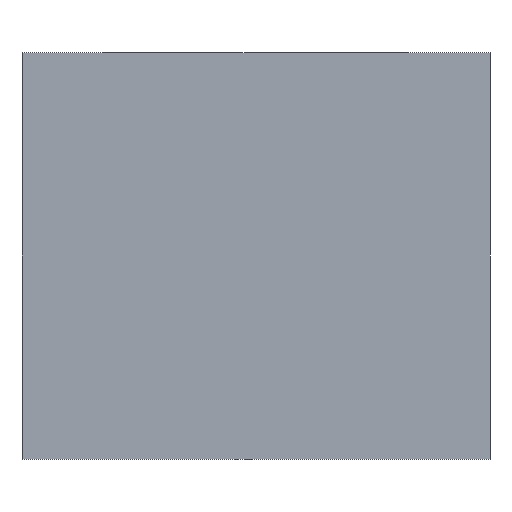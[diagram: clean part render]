
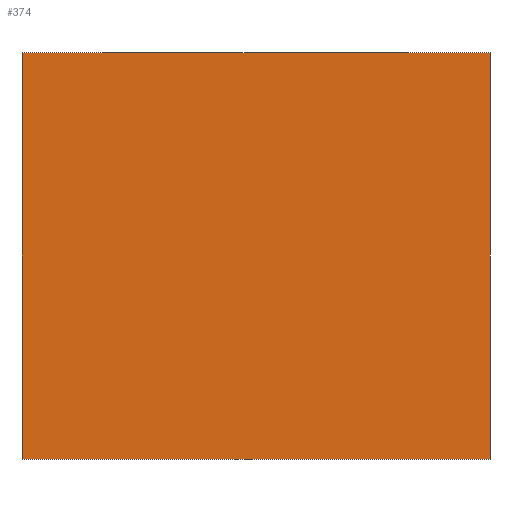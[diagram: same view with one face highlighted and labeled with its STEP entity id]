
A CAD part, front view. The second image highlights one B-rep face of the part: STEP entity #374.
In plain terms, the highlighted planar face has unit normal (0, -1, 0).
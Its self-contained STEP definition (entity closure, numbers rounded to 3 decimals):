
#42=CARTESIAN_POINT('Vertex',(6.35,-6.35,-6.35)) ;
#45=CARTESIAN_POINT('Line Origine',(-11.906,-6.35,-6.35)) ;
#49=CARTESIAN_POINT('Vertex',(-30.163,-6.35,-6.35)) ;
#132=CARTESIAN_POINT('Line Origine',(-11.906,-6.35,25.4)) ;
#136=CARTESIAN_POINT('Vertex',(-30.163,-6.35,25.4)) ;
#138=CARTESIAN_POINT('Vertex',(6.35,-6.35,25.4)) ;
#324=CARTESIAN_POINT('Line Origine',(-30.163,-6.35,9.525)) ;
#358=CARTESIAN_POINT('Axis2P3D Location',(-30.163,-6.35,0.)) ;
#363=CARTESIAN_POINT('Line Origine',(6.35,-6.35,9.525)) ;
#47=VECTOR('Line Direction',#46,1.) ;
#134=VECTOR('Line Direction',#133,1.) ;
#326=VECTOR('Line Direction',#325,1.) ;
#365=VECTOR('Line Direction',#364,1.) ;
#46=DIRECTION('Vector Direction',(-1.,0.,0.)) ;
#133=DIRECTION('Vector Direction',(1.,0.,0.)) ;
#325=DIRECTION('Vector Direction',(0.,0.,1.)) ;
#359=DIRECTION('Axis2P3D Direction',(0.,-1.,0.)) ;
#360=DIRECTION('Axis2P3D XDirection',(1.,0.,0.)) ;
#364=DIRECTION('Vector Direction',(0.,0.,1.)) ;
#361=AXIS2_PLACEMENT_3D('Plane Axis2P3D',#358,#359,#360) ;
#48=LINE('Line',#45,#47) ;
#135=LINE('Line',#132,#134) ;
#327=LINE('Line',#324,#326) ;
#366=LINE('Line',#363,#365) ;
#362=PLANE('',#361) ;
#51=EDGE_CURVE('',#43,#50,#48,.T.) ;
#140=EDGE_CURVE('',#137,#139,#135,.T.) ;
#328=EDGE_CURVE('',#50,#137,#327,.T.) ;
#367=EDGE_CURVE('',#43,#139,#366,.T.) ;
#369=ORIENTED_EDGE('',*,*,#367,.T.) ;
#370=ORIENTED_EDGE('',*,*,#140,.F.) ;
#371=ORIENTED_EDGE('',*,*,#328,.F.) ;
#372=ORIENTED_EDGE('',*,*,#51,.F.) ;
#368=EDGE_LOOP('',(#369,#370,#371,#372)) ;
#43=VERTEX_POINT('',#42) ;
#50=VERTEX_POINT('',#49) ;
#137=VERTEX_POINT('',#136) ;
#139=VERTEX_POINT('',#138) ;
#374=ADVANCED_FACE('PartBody',(#373),#362,.T.) ;
#373=FACE_OUTER_BOUND('',#368,.T.) ;
